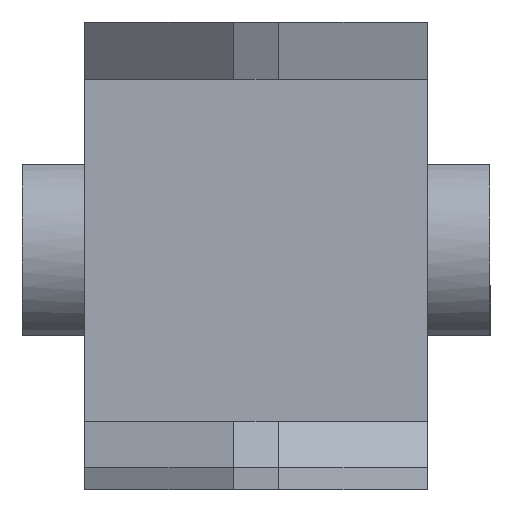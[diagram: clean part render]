
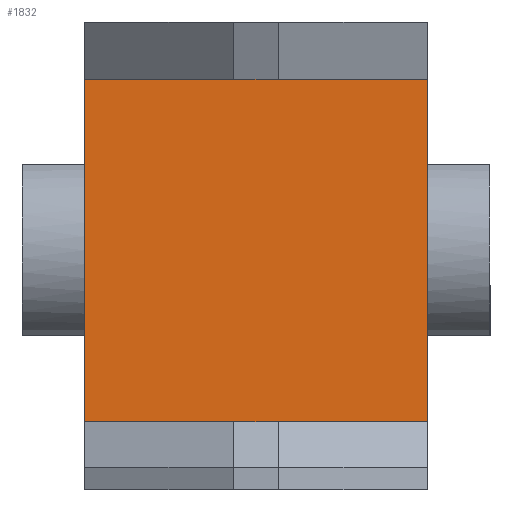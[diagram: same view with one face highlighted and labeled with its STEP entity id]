
A CAD part, left-side view. The second image highlights one B-rep face of the part: STEP entity #1832.
In plain terms, the highlighted planar face has unit normal (-1, 0, 0).
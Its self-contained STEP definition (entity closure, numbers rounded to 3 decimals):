
#129 = DIRECTION ( 'NONE',  ( 0., 0., 1. ) ) ;
#205 = VECTOR ( 'NONE', #666, 1000. ) ;
#210 = CARTESIAN_POINT ( 'NONE',  ( 0., 15., 0. ) ) ;
#236 = EDGE_CURVE ( 'NONE', #461, #3146, #586, .T. ) ;
#243 = ORIENTED_EDGE ( 'NONE', *, *, #1676, .F. ) ;
#276 = VECTOR ( 'NONE', #1122, 1000. ) ;
#367 = CARTESIAN_POINT ( 'NONE',  ( 0., 15., 15. ) ) ;
#385 = EDGE_CURVE ( 'NONE', #3146, #685, #1107, .T. ) ;
#393 = VECTOR ( 'NONE', #2387, 1000. ) ;
#461 = VERTEX_POINT ( 'NONE', #640 ) ;
#474 = EDGE_CURVE ( 'NONE', #2757, #1421, #862, .T. ) ;
#499 = EDGE_CURVE ( 'NONE', #685, #1566, #1372, .T. ) ;
#520 = DIRECTION ( 'NONE',  ( 0., 0., -1. ) ) ;
#522 = CARTESIAN_POINT ( 'NONE',  ( 0., -15., 8.417 ) ) ;
#586 = LINE ( 'NONE', #2778, #1142 ) ;
#597 = PLANE ( 'NONE',  #1041 ) ;
#631 = CARTESIAN_POINT ( 'NONE',  ( 0., -2., 0. ) ) ;
#640 = CARTESIAN_POINT ( 'NONE',  ( 0., 15., 30. ) ) ;
#666 = DIRECTION ( 'NONE',  ( 0., 0., -1. ) ) ;
#685 = VERTEX_POINT ( 'NONE', #210 ) ;
#819 = ORIENTED_EDGE ( 'NONE', *, *, #499, .T. ) ;
#862 = LINE ( 'NONE', #1657, #205 ) ;
#1007 = FACE_OUTER_BOUND ( 'NONE', #3015, .T. ) ;
#1041 = AXIS2_PLACEMENT_3D ( 'NONE', #2831, #1575, #129 ) ;
#1062 = ORIENTED_EDGE ( 'NONE', *, *, #236, .T. ) ;
#1107 = LINE ( 'NONE', #1112, #276 ) ;
#1112 = CARTESIAN_POINT ( 'NONE',  ( 0., 15., 0. ) ) ;
#1122 = DIRECTION ( 'NONE',  ( 0., 0., -1. ) ) ;
#1142 = VECTOR ( 'NONE', #520, 1000. ) ;
#1183 = ORIENTED_EDGE ( 'NONE', *, *, #2885, .F. ) ;
#1372 = LINE ( 'NONE', #631, #393 ) ;
#1421 = VERTEX_POINT ( 'NONE', #2694 ) ;
#1566 = VERTEX_POINT ( 'NONE', #1992 ) ;
#1575 = DIRECTION ( 'NONE',  ( 1., 0., 0. ) ) ;
#1628 = ORIENTED_EDGE ( 'NONE', *, *, #385, .T. ) ;
#1657 = CARTESIAN_POINT ( 'NONE',  ( 0., -15., 8.417 ) ) ;
#1676 = EDGE_CURVE ( 'NONE', #1421, #1566, #2441, .T. ) ;
#1766 = DIRECTION ( 'NONE',  ( 0., 0., -1. ) ) ;
#1832 = ADVANCED_FACE ( 'NONE', ( #1007 ), #597, .F. ) ;
#1859 = VECTOR ( 'NONE', #1766, 1000. ) ;
#1951 = VECTOR ( 'NONE', #3017, 1000. ) ;
#1992 = CARTESIAN_POINT ( 'NONE',  ( 0., -15., 0. ) ) ;
#2053 = LINE ( 'NONE', #2276, #1951 ) ;
#2276 = CARTESIAN_POINT ( 'NONE',  ( 0., -2., 30. ) ) ;
#2387 = DIRECTION ( 'NONE',  ( 0., -1., 0. ) ) ;
#2441 = LINE ( 'NONE', #522, #1859 ) ;
#2673 = CARTESIAN_POINT ( 'NONE',  ( 0., -15., 30. ) ) ;
#2694 = CARTESIAN_POINT ( 'NONE',  ( 0., -15., 15. ) ) ;
#2757 = VERTEX_POINT ( 'NONE', #2673 ) ;
#2778 = CARTESIAN_POINT ( 'NONE',  ( 0., 15., 0. ) ) ;
#2831 = CARTESIAN_POINT ( 'NONE',  ( 0., -2., 0. ) ) ;
#2874 = ORIENTED_EDGE ( 'NONE', *, *, #474, .F. ) ;
#2885 = EDGE_CURVE ( 'NONE', #461, #2757, #2053, .T. ) ;
#3015 = EDGE_LOOP ( 'NONE', ( #819, #243, #2874, #1183, #1062, #1628 ) ) ;
#3017 = DIRECTION ( 'NONE',  ( 0., -1., 0. ) ) ;
#3146 = VERTEX_POINT ( 'NONE', #367 ) ;
